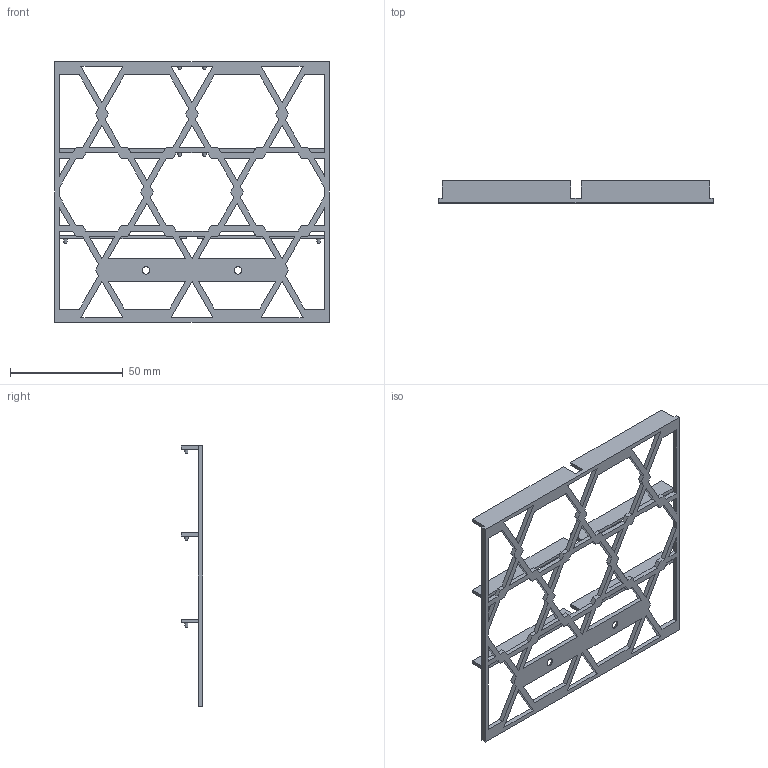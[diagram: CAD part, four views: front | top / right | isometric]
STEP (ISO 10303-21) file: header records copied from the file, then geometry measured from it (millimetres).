
FILE_DESCRIPTION(/* description */ (''),/* implementation_level */ '2;1');
FILE_NAME(/* name */ 'GBA Wall Mount 6 set.step',/* time_stamp */ '2019-10-15T21:47:54-06:00',/* author */ (''),/* organization */ (''),/* preprocessor_version */ 'ST-DEVELOPER v18',/* originating_system */ 'Autodesk Translation Framework v8.6.0.1094',/* authorisation */ '');
FILE_SCHEMA (('AUTOMOTIVE_DESIGN { 1 0 10303 214 3 1 1 }'));
Length unit declared in the file: millimetre
Products named in the file (1): GBA Case Wall Mount
Bounding box: 122 x 9.6 x 115.5 mm (x, y, z)
Volume: 12562 mm3; surface area: 19564.3 mm2
Topology: 1 solids, 1 shells, 272 faces, 820 edges, 538 vertices
Faces by surface type: plane 258, cone 14
Entity records: 9223 total; most frequent: ORIENTED_EDGE 1640, CARTESIAN_POINT 1631, DIRECTION 1408, EDGE_CURVE 820, LINE 778, VECTOR 778, VERTEX_POINT 538, EDGE_LOOP 346
